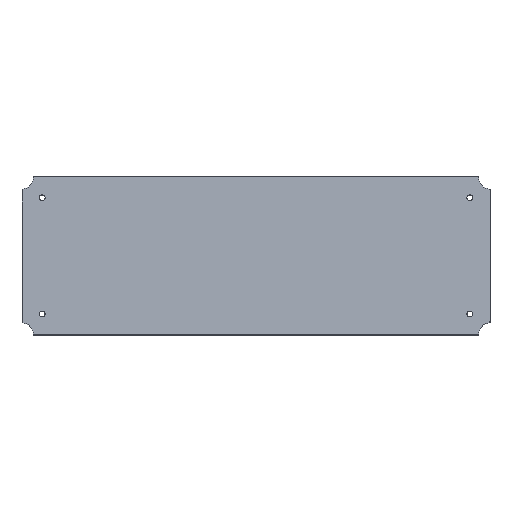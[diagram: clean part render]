
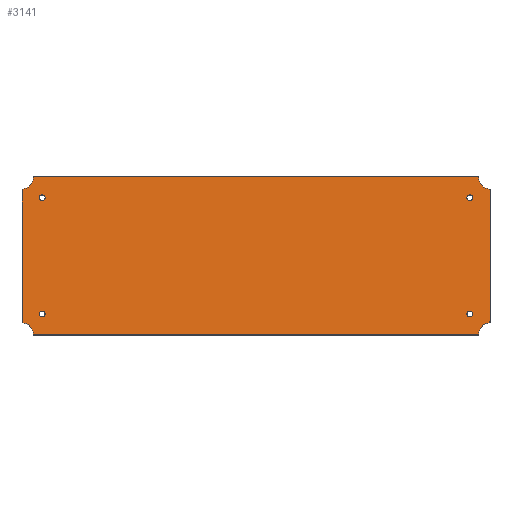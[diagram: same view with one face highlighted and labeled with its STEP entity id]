
A CAD part, top view. The second image highlights one B-rep face of the part: STEP entity #3141.
In plain terms, the highlighted planar face has unit normal (0, 0.105, 0.995).
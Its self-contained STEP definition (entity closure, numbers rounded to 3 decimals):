
#76=CIRCLE('',#3205,1.6);
#78=CIRCLE('',#3209,1.6);
#80=CIRCLE('',#3213,1.6);
#82=CIRCLE('',#3217,1.6);
#83=CIRCLE('',#3219,0.5);
#86=CIRCLE('',#3224,6.5);
#87=CIRCLE('',#3226,0.5);
#88=CIRCLE('',#3227,6.5);
#89=CIRCLE('',#3228,0.5);
#90=CIRCLE('',#3229,0.5);
#91=CIRCLE('',#3230,6.5);
#92=CIRCLE('',#3231,0.5);
#93=CIRCLE('',#3232,0.5);
#94=CIRCLE('',#3233,6.5);
#95=CIRCLE('',#3234,0.5);
#96=CIRCLE('',#3235,0.5);
#118=FACE_BOUND('',#477,.T.);
#119=FACE_BOUND('',#478,.T.);
#120=FACE_BOUND('',#479,.T.);
#121=FACE_BOUND('',#480,.T.);
#131=PLANE('',#3225);
#286=FACE_OUTER_BOUND('',#476,.T.);
#476=EDGE_LOOP('',(#2731,#2732,#2733,#2734,#2735,#2736,#2737,#2738,#2739,
#2740,#2741,#2742,#2743,#2744,#2745,#2746));
#477=EDGE_LOOP('',(#2747));
#478=EDGE_LOOP('',(#2748));
#479=EDGE_LOOP('',(#2749));
#480=EDGE_LOOP('',(#2750));
#659=LINE('',#6220,#829);
#660=LINE('',#6228,#830);
#661=LINE('',#6236,#831);
#662=LINE('',#6244,#832);
#829=VECTOR('',#3501,10.);
#830=VECTOR('',#3508,10.);
#831=VECTOR('',#3515,10.);
#832=VECTOR('',#3522,10.);
#1379=VERTEX_POINT('',#6087);
#1381=VERTEX_POINT('',#6095);
#1383=VERTEX_POINT('',#6103);
#1385=VERTEX_POINT('',#6111);
#1386=VERTEX_POINT('',#6115);
#1387=VERTEX_POINT('',#6116);
#1391=VERTEX_POINT('',#6215);
#1392=VERTEX_POINT('',#6219);
#1393=VERTEX_POINT('',#6221);
#1394=VERTEX_POINT('',#6223);
#1395=VERTEX_POINT('',#6225);
#1396=VERTEX_POINT('',#6227);
#1397=VERTEX_POINT('',#6229);
#1398=VERTEX_POINT('',#6231);
#1399=VERTEX_POINT('',#6233);
#1400=VERTEX_POINT('',#6235);
#1401=VERTEX_POINT('',#6237);
#1402=VERTEX_POINT('',#6239);
#1403=VERTEX_POINT('',#6241);
#1404=VERTEX_POINT('',#6243);
#1823=EDGE_CURVE('',#1379,#1379,#76,.F.);
#1827=EDGE_CURVE('',#1381,#1381,#78,.F.);
#1831=EDGE_CURVE('',#1383,#1383,#80,.F.);
#1835=EDGE_CURVE('',#1385,#1385,#82,.F.);
#1836=EDGE_CURVE('',#1386,#1387,#83,.T.);
#1844=EDGE_CURVE('',#1391,#1387,#86,.T.);
#1846=EDGE_CURVE('',#1386,#1392,#659,.T.);
#1847=EDGE_CURVE('',#1393,#1392,#87,.T.);
#1848=EDGE_CURVE('',#1393,#1394,#88,.T.);
#1849=EDGE_CURVE('',#1395,#1394,#89,.T.);
#1850=EDGE_CURVE('',#1395,#1396,#660,.T.);
#1851=EDGE_CURVE('',#1397,#1396,#90,.T.);
#1852=EDGE_CURVE('',#1397,#1398,#91,.T.);
#1853=EDGE_CURVE('',#1399,#1398,#92,.T.);
#1854=EDGE_CURVE('',#1399,#1400,#661,.T.);
#1855=EDGE_CURVE('',#1401,#1400,#93,.T.);
#1856=EDGE_CURVE('',#1401,#1402,#94,.T.);
#1857=EDGE_CURVE('',#1403,#1402,#95,.T.);
#1858=EDGE_CURVE('',#1403,#1404,#662,.T.);
#1859=EDGE_CURVE('',#1391,#1404,#96,.T.);
#2731=ORIENTED_EDGE('',*,*,#1836,.F.);
#2732=ORIENTED_EDGE('',*,*,#1846,.T.);
#2733=ORIENTED_EDGE('',*,*,#1847,.F.);
#2734=ORIENTED_EDGE('',*,*,#1848,.T.);
#2735=ORIENTED_EDGE('',*,*,#1849,.F.);
#2736=ORIENTED_EDGE('',*,*,#1850,.T.);
#2737=ORIENTED_EDGE('',*,*,#1851,.F.);
#2738=ORIENTED_EDGE('',*,*,#1852,.T.);
#2739=ORIENTED_EDGE('',*,*,#1853,.F.);
#2740=ORIENTED_EDGE('',*,*,#1854,.T.);
#2741=ORIENTED_EDGE('',*,*,#1855,.F.);
#2742=ORIENTED_EDGE('',*,*,#1856,.T.);
#2743=ORIENTED_EDGE('',*,*,#1857,.F.);
#2744=ORIENTED_EDGE('',*,*,#1858,.T.);
#2745=ORIENTED_EDGE('',*,*,#1859,.F.);
#2746=ORIENTED_EDGE('',*,*,#1844,.T.);
#2747=ORIENTED_EDGE('',*,*,#1823,.T.);
#2748=ORIENTED_EDGE('',*,*,#1827,.T.);
#2749=ORIENTED_EDGE('',*,*,#1831,.T.);
#2750=ORIENTED_EDGE('',*,*,#1835,.T.);
#3141=ADVANCED_FACE('',(#286,#118,#119,#120,#121),#131,.F.);
#3205=AXIS2_PLACEMENT_3D('',#6089,#3450,#3451);
#3209=AXIS2_PLACEMENT_3D('',#6097,#3460,#3461);
#3213=AXIS2_PLACEMENT_3D('',#6105,#3470,#3471);
#3217=AXIS2_PLACEMENT_3D('',#6113,#3480,#3481);
#3219=AXIS2_PLACEMENT_3D('',#6117,#3484,#3485);
#3224=AXIS2_PLACEMENT_3D('',#6216,#3496,#3497);
#3225=AXIS2_PLACEMENT_3D('',#6218,#3499,#3500);
#3226=AXIS2_PLACEMENT_3D('',#6222,#3502,#3503);
#3227=AXIS2_PLACEMENT_3D('',#6224,#3504,#3505);
#3228=AXIS2_PLACEMENT_3D('',#6226,#3506,#3507);
#3229=AXIS2_PLACEMENT_3D('',#6230,#3509,#3510);
#3230=AXIS2_PLACEMENT_3D('',#6232,#3511,#3512);
#3231=AXIS2_PLACEMENT_3D('',#6234,#3513,#3514);
#3232=AXIS2_PLACEMENT_3D('',#6238,#3516,#3517);
#3233=AXIS2_PLACEMENT_3D('',#6240,#3518,#3519);
#3234=AXIS2_PLACEMENT_3D('',#6242,#3520,#3521);
#3235=AXIS2_PLACEMENT_3D('',#6245,#3523,#3524);
#3450=DIRECTION('center_axis',(0.,0.105,0.995));
#3451=DIRECTION('ref_axis',(-1.,0.,0.));
#3460=DIRECTION('center_axis',(0.,0.105,0.995));
#3461=DIRECTION('ref_axis',(-1.,0.,0.));
#3470=DIRECTION('center_axis',(0.,0.105,0.995));
#3471=DIRECTION('ref_axis',(-1.,0.,0.));
#3480=DIRECTION('center_axis',(0.,0.105,0.995));
#3481=DIRECTION('ref_axis',(-1.,0.,0.));
#3484=DIRECTION('center_axis',(0.,-0.105,-0.995));
#3485=DIRECTION('ref_axis',(0.744,-0.664,0.07));
#3496=DIRECTION('center_axis',(0.,-0.105,-0.995));
#3497=DIRECTION('ref_axis',(1.,0.,0.));
#3499=DIRECTION('center_axis',(0.,-0.105,-0.995));
#3500=DIRECTION('ref_axis',(1.,0.,0.));
#3501=DIRECTION('',(0.,0.995,-0.105));
#3502=DIRECTION('center_axis',(0.,-0.105,-0.995));
#3503=DIRECTION('ref_axis',(0.744,0.664,-0.07));
#3504=DIRECTION('center_axis',(0.,-0.105,-0.995));
#3505=DIRECTION('ref_axis',(1.,0.,0.));
#3506=DIRECTION('center_axis',(0.,-0.105,-0.995));
#3507=DIRECTION('ref_axis',(0.694,0.716,-0.075));
#3508=DIRECTION('',(-1.,0.,0.));
#3509=DIRECTION('center_axis',(0.,-0.105,-0.995));
#3510=DIRECTION('ref_axis',(-0.694,0.716,-0.075));
#3511=DIRECTION('center_axis',(0.,-0.105,-0.995));
#3512=DIRECTION('ref_axis',(1.,0.,0.));
#3513=DIRECTION('center_axis',(0.,-0.105,-0.995));
#3514=DIRECTION('ref_axis',(-0.744,0.664,-0.07));
#3515=DIRECTION('',(0.,-0.995,0.105));
#3516=DIRECTION('center_axis',(0.,-0.105,-0.995));
#3517=DIRECTION('ref_axis',(-0.744,-0.664,0.07));
#3518=DIRECTION('center_axis',(0.,-0.105,-0.995));
#3519=DIRECTION('ref_axis',(1.,0.,0.));
#3520=DIRECTION('center_axis',(0.,-0.105,-0.995));
#3521=DIRECTION('ref_axis',(-0.694,-0.716,0.075));
#3522=DIRECTION('',(1.,0.,0.));
#3523=DIRECTION('center_axis',(0.,-0.105,-0.995));
#3524=DIRECTION('ref_axis',(0.694,-0.716,0.075));
#6087=CARTESIAN_POINT('',(-115.,-35.845,10.832));
#6089=CARTESIAN_POINT('Origin',(-116.6,-35.845,10.832));
#6095=CARTESIAN_POINT('',(118.2,-35.845,10.832));
#6097=CARTESIAN_POINT('Origin',(116.6,-35.845,10.832));
#6103=CARTESIAN_POINT('',(-115.,27.54,4.164));
#6105=CARTESIAN_POINT('Origin',(-116.6,27.54,4.164));
#6111=CARTESIAN_POINT('',(118.2,27.54,4.164));
#6113=CARTESIAN_POINT('Origin',(116.6,27.54,4.164));
#6115=CARTESIAN_POINT('',(127.6,-40.112,11.281));
#6116=CARTESIAN_POINT('',(127.154,-40.607,11.333));
#6117=CARTESIAN_POINT('Origin',(127.1,-40.112,11.281));
#6215=CARTESIAN_POINT('',(121.354,-46.803,11.985));
#6216=CARTESIAN_POINT('Origin',(127.85,-47.034,12.009));
#6218=CARTESIAN_POINT('Origin',(0.,-4.292,7.512));
#6219=CARTESIAN_POINT('',(127.6,31.807,3.715));
#6220=CARTESIAN_POINT('',(127.6,-22.555,9.434));
#6221=CARTESIAN_POINT('',(127.154,32.301,3.663));
#6222=CARTESIAN_POINT('Origin',(127.1,31.807,3.715));
#6223=CARTESIAN_POINT('',(121.354,38.497,3.011));
#6224=CARTESIAN_POINT('Origin',(127.85,38.728,2.986));
#6225=CARTESIAN_POINT('',(120.854,38.977,2.96));
#6226=CARTESIAN_POINT('Origin',(120.854,38.48,3.013));
#6227=CARTESIAN_POINT('',(-120.854,38.977,2.96));
#6228=CARTESIAN_POINT('',(60.8,38.977,2.96));
#6229=CARTESIAN_POINT('',(-121.354,38.497,3.011));
#6230=CARTESIAN_POINT('Origin',(-120.854,38.48,3.013));
#6231=CARTESIAN_POINT('',(-127.154,32.301,3.663));
#6232=CARTESIAN_POINT('Origin',(-127.85,38.728,2.986));
#6233=CARTESIAN_POINT('',(-127.6,31.807,3.715));
#6234=CARTESIAN_POINT('Origin',(-127.1,31.807,3.715));
#6235=CARTESIAN_POINT('',(-127.6,-40.112,11.281));
#6236=CARTESIAN_POINT('',(-127.6,14.11,5.576));
#6237=CARTESIAN_POINT('',(-127.154,-40.607,11.333));
#6238=CARTESIAN_POINT('Origin',(-127.1,-40.112,11.281));
#6239=CARTESIAN_POINT('',(-121.354,-46.803,11.985));
#6240=CARTESIAN_POINT('Origin',(-127.85,-47.034,12.009));
#6241=CARTESIAN_POINT('',(-120.854,-47.282,12.035));
#6242=CARTESIAN_POINT('Origin',(-120.854,-46.785,11.983));
#6243=CARTESIAN_POINT('',(120.854,-47.282,12.035));
#6244=CARTESIAN_POINT('',(-60.8,-47.282,12.035));
#6245=CARTESIAN_POINT('Origin',(120.854,-46.785,11.983));
